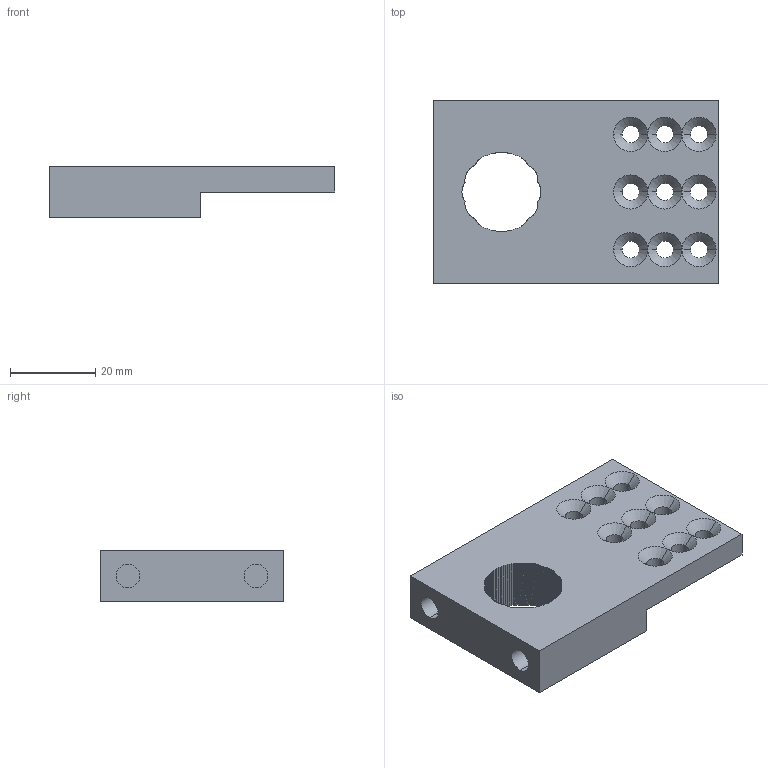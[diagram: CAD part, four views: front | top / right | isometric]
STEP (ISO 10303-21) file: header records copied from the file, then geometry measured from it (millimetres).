
FILE_DESCRIPTION(('STEP AP214'),'1');
FILE_NAME('tmp0.stp','2016-03-21T15:43:59',(' '),(' '),'Spatial InterOp 3D',' ',' ');
FILE_SCHEMA(('automotive_design'));
Length unit declared in the file: millimetre
Products named in the file (1): 1
Bounding box: 67 x 43 x 12 mm (x, y, z)
Volume: 20639.1 mm3; surface area: 9773.3 mm2
Topology: 1 solids, 1 shells, 282 faces, 816 edges, 538 vertices
Faces by surface type: plane 242, cylinder 22, cone 18
Entity records: 11438 total; most frequent: CARTESIAN_POINT 1637, ORIENTED_EDGE 1632, DIRECTION 1444, EDGE_CURVE 816, LINE 754, VECTOR 754, VERTEX_POINT 538, AXIS2_PLACEMENT_3D 345
